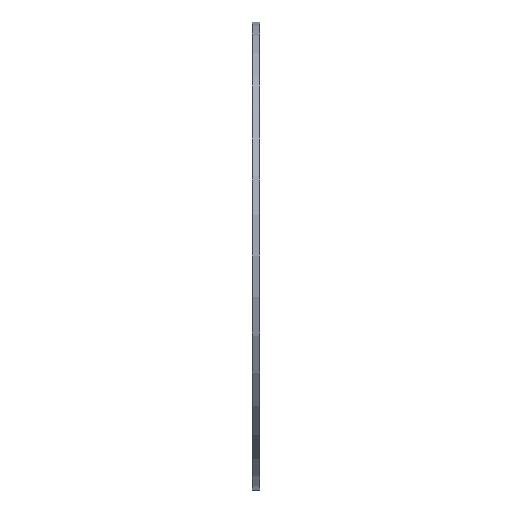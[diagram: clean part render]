
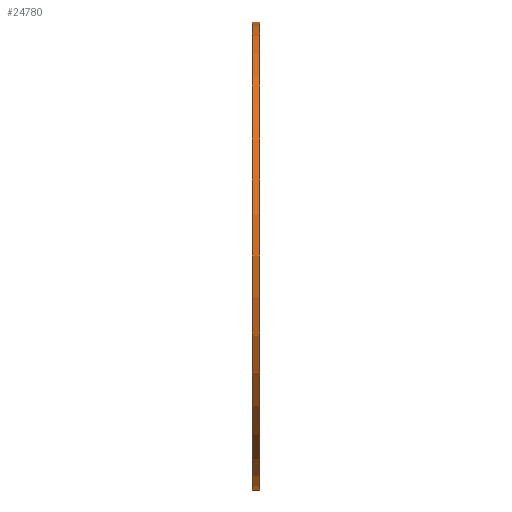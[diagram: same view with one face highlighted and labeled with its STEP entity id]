
A CAD part, left-side view. The second image highlights one B-rep face of the part: STEP entity #24780.
In plain terms, the highlighted cylindrical face has radius 130 mm (diameter 260 mm), a full revolution.
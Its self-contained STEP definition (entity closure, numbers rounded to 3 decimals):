
#79=CYLINDRICAL_SURFACE('',#25692,130.);
#80=CIRCLE('',#25414,130.);
#81=CIRCLE('',#25415,130.);
#250=CIRCLE('',#25693,130.);
#251=CIRCLE('',#25694,130.);
#2430=FACE_OUTER_BOUND('',#3910,.T.);
#3910=EDGE_LOOP('',(#22794,#22795,#22796,#22797,#22798,#22799));
#6208=LINE('',#44754,#8460);
#8460=VECTOR('',#29730,130.);
#11873=VERTEX_POINT('',#44200);
#11874=VERTEX_POINT('',#44201);
#12059=VERTEX_POINT('',#44753);
#12060=VERTEX_POINT('',#44755);
#15406=EDGE_CURVE('',#11873,#11874,#80,.T.);
#15407=EDGE_CURVE('',#11874,#11873,#81,.T.);
#15664=EDGE_CURVE('',#11874,#12059,#6208,.T.);
#15665=EDGE_CURVE('',#12059,#12060,#250,.T.);
#15666=EDGE_CURVE('',#12060,#12059,#251,.T.);
#22794=ORIENTED_EDGE('',*,*,#15406,.F.);
#22795=ORIENTED_EDGE('',*,*,#15407,.F.);
#22796=ORIENTED_EDGE('',*,*,#15664,.T.);
#22797=ORIENTED_EDGE('',*,*,#15665,.T.);
#22798=ORIENTED_EDGE('',*,*,#15666,.T.);
#22799=ORIENTED_EDGE('',*,*,#15664,.F.);
#24780=ADVANCED_FACE('',(#2430),#79,.T.);
#25414=AXIS2_PLACEMENT_3D('',#44202,#29084,#29085);
#25415=AXIS2_PLACEMENT_3D('',#44203,#29086,#29087);
#25692=AXIS2_PLACEMENT_3D('',#44752,#29728,#29729);
#25693=AXIS2_PLACEMENT_3D('',#44756,#29731,#29732);
#25694=AXIS2_PLACEMENT_3D('',#44757,#29733,#29734);
#29084=DIRECTION('center_axis',(0.,1.,0.));
#29085=DIRECTION('ref_axis',(-1.,0.,0.));
#29086=DIRECTION('center_axis',(0.,1.,0.));
#29087=DIRECTION('ref_axis',(-1.,0.,0.));
#29728=DIRECTION('center_axis',(0.,1.,0.));
#29729=DIRECTION('ref_axis',(-1.,0.,0.));
#29730=DIRECTION('',(0.,-1.,0.));
#29731=DIRECTION('center_axis',(0.,1.,0.));
#29732=DIRECTION('ref_axis',(-1.,0.,0.));
#29733=DIRECTION('center_axis',(0.,1.,0.));
#29734=DIRECTION('ref_axis',(-1.,0.,0.));
#44200=CARTESIAN_POINT('',(-130.,4.,0.));
#44201=CARTESIAN_POINT('',(130.,4.,0.));
#44202=CARTESIAN_POINT('Origin',(0.,4.,0.));
#44203=CARTESIAN_POINT('Origin',(0.,4.,0.));
#44752=CARTESIAN_POINT('Origin',(0.,0.,0.));
#44753=CARTESIAN_POINT('',(130.,0.,0.));
#44754=CARTESIAN_POINT('',(130.,0.,0.));
#44755=CARTESIAN_POINT('',(-130.,0.,0.));
#44756=CARTESIAN_POINT('Origin',(0.,0.,0.));
#44757=CARTESIAN_POINT('Origin',(0.,0.,0.));
